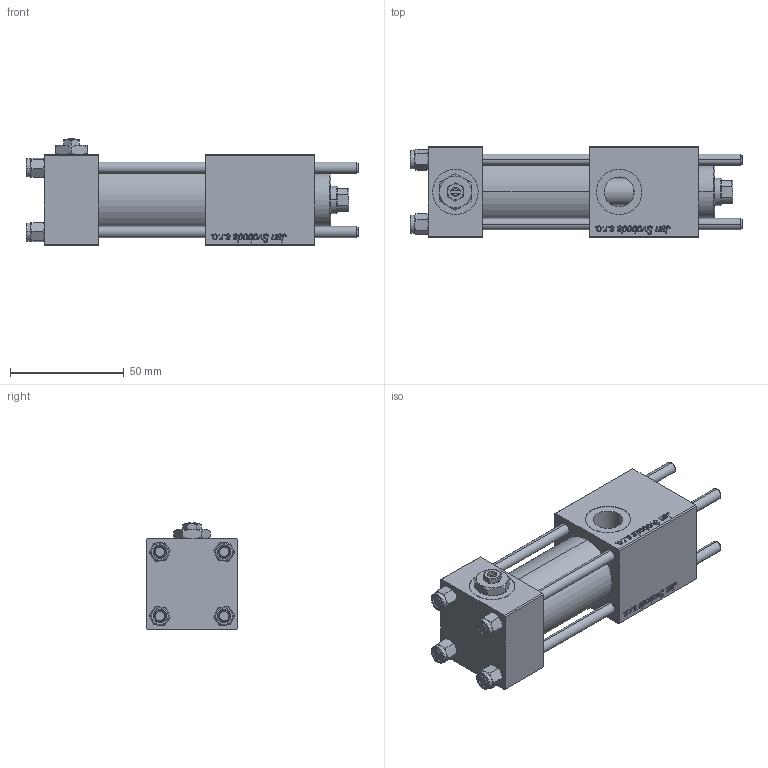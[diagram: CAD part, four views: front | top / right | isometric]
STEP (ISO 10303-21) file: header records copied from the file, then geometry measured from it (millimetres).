
FILE_DESCRIPTION (( 'STEP AP203' ), '1' );
FILE_NAME ('e35d.STEP', '2023-08-23T16:10:37', ( '' ), ( '' ), 'SwSTEP 2.0', 'SolidWorks 2019', '' );
FILE_SCHEMA (( 'CONFIG_CONTROL_DESIGN' ));
Length unit declared in the file: millimetre
Products named in the file (7): Zatka_pro_OIL_PORT 70cb2d168ab2dcbe8f90cc4fc5ea7d9a; V215CR_VCP_B 70cb2d168ab2dcbe8f90cc4fc5ea7d9a; V215_VC_A 70cb2d168ab2dcbe8f90cc4fc5ea7d9a; e35d; NUT_M5_B 70cb2d168ab2dcbe8f90cc4fc5ea7d9a; V215CR_B-1 70cb2d168ab2dcbe8f90cc4fc5ea7d9a; V215CR_B_TYCINKA 70cb2d168ab2dcbe8f90cc4fc5ea7d9a
Assembly tree (12 placements, depth 2):
  e35d
    V215CR_B-1 70cb2d168ab2dcbe8f90cc4fc5ea7d9a
    V215CR_VCP_B 70cb2d168ab2dcbe8f90cc4fc5ea7d9a
    NUT_M5_B 70cb2d168ab2dcbe8f90cc4fc5ea7d9a  x4
    V215CR_B_TYCINKA 70cb2d168ab2dcbe8f90cc4fc5ea7d9a  x4
    V215_VC_A 70cb2d168ab2dcbe8f90cc4fc5ea7d9a
    Zatka_pro_OIL_PORT 70cb2d168ab2dcbe8f90cc4fc5ea7d9a
Bounding box: 146 x 40 x 47 mm (x, y, z)
Volume: 144131 mm3; surface area: 59643.4 mm2
Topology: 12 solids, 12 shells, 1208 faces, 3050 edges, 1971 vertices
Faces by surface type: bspline 504, plane 452, cone 158, cylinder 86, torus 8
Entity records: 58477 total; most frequent: CARTESIAN_POINT 34555, ORIENTED_EDGE 5592, DIRECTION 3118, EDGE_CURVE 2796, VERTEX_POINT 1827, LINE 1482, VECTOR 1482, EDGE_LOOP 1215
